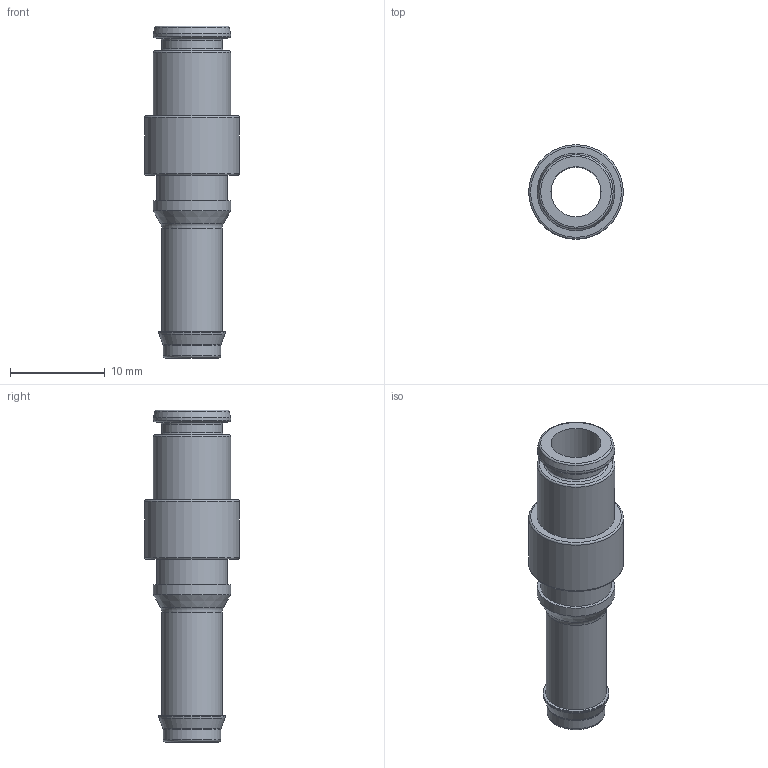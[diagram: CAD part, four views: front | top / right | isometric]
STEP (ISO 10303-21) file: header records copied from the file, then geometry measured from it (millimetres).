
FILE_DESCRIPTION(/* description */ ('STEP AP214'),/* implementation_level */ '2;1');
FILE_NAME(/* name */ '117945_KSV6-PK-6',/* time_stamp */ '2024-08-23T09:25:27+02:00',/* author */ ('License CC BY-ND 4.0'),/* organization */ ('CADENAS'),/* preprocessor_version */ 'ST-DEVELOPER v19.3',/* originating_system */ 'PARTsolutions',/* authorisation */ ' ');
FILE_SCHEMA (('AUTOMOTIVE_DESIGN {1 0 10303 214 3 1 1}'));
Length unit declared in the file: millimetre
Products named in the file (1): 117945 KSV6-PK-6
Bounding box: 10 x 10 x 35.1 mm (x, y, z)
Volume: 881.4 mm3; surface area: 1564.3 mm2
Topology: 1 solids, 1 shells, 32 faces, 58 edges, 32 vertices
Faces by surface type: torus 11, cylinder 10, plane 6, cone 5
Full cylindrical faces by diameter (mm): 5.3 x1, 6.1 x1, 6.4 x1, 6.45 x1, 7 x1, 7.5 x1, 8.2 x3, 10 x1
Entity records: 678 total; most frequent: DIRECTION 130, CARTESIAN_POINT 97, AXIS2_PLACEMENT_3D 65, ORIENTED_EDGE 64, EDGE_LOOP 64, FACE_BOUND 64, EDGE_CURVE 32, VERTEX_POINT 32
